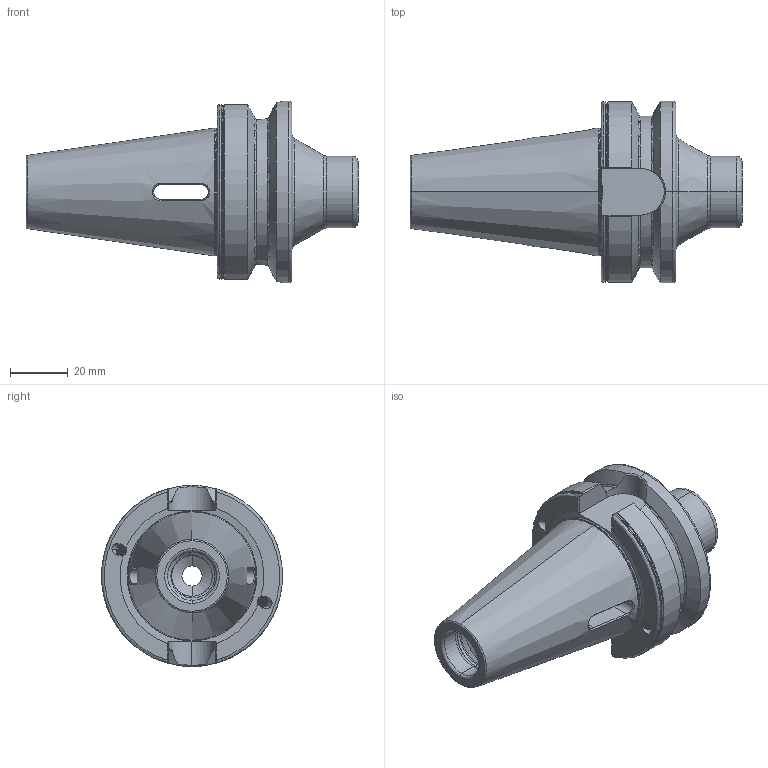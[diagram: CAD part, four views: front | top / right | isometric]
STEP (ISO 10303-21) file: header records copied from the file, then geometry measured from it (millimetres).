
FILE_DESCRIPTION (( 'STEP AP203' ), '1' );
FILE_NAME ('DC.406.07.01.STEP', '2017-10-18T08:10:25', ( '' ), ( '' ), 'SwSTEP 2.0', 'SolidWorks 2012', '' );
FILE_SCHEMA (( 'CONFIG_CONTROL_DESIGN' ));
Length unit declared in the file: millimetre
Products named in the file (1): DC.406.07.01
Bounding box: 115.4 x 63 x 63 mm (x, y, z)
Volume: 132264.7 mm3; surface area: 27038.5 mm2
Topology: 1 solids, 1 shells, 211 faces, 574 edges, 361 vertices
Faces by surface type: cylinder 83, torus 39, plane 37, cone 32, bspline 20
Entity records: 13410 total; most frequent: CARTESIAN_POINT 8560, ORIENTED_EDGE 1148, DIRECTION 860, EDGE_CURVE 574, VERTEX_POINT 361, AXIS2_PLACEMENT_3D 350, EDGE_LOOP 217, FACE_OUTER_BOUND 211
